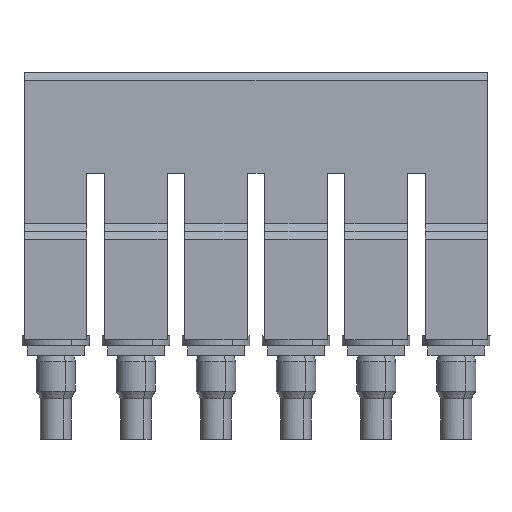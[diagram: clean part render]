
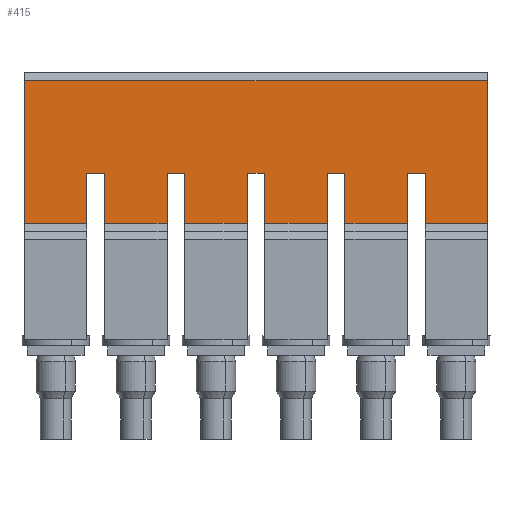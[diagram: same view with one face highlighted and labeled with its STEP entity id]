
A CAD part, front view. The second image highlights one B-rep face of the part: STEP entity #415.
In plain terms, the highlighted planar face has unit normal (0, -1, 0.009).
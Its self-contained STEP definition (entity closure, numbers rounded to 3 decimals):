
#202=AXIS2_PLACEMENT_3D('Plane Axis2P3D',#199,#200,#201) ;
#41=CARTESIAN_POINT('Vertex',(4.138,5.103,16.957)) ;
#46=CARTESIAN_POINT('Line Origine',(4.138,5.089,15.357)) ;
#50=CARTESIAN_POINT('Vertex',(4.138,5.075,13.757)) ;
#157=CARTESIAN_POINT('Line Origine',(4.419,5.103,16.957)) ;
#161=CARTESIAN_POINT('Vertex',(4.7,5.103,16.957)) ;
#182=CARTESIAN_POINT('Vertex',(5.263,5.103,16.957)) ;
#185=CARTESIAN_POINT('Line Origine',(4.981,5.103,16.957)) ;
#199=CARTESIAN_POINT('Axis2P3D Location',(4.138,5.159,23.357)) ;
#204=CARTESIAN_POINT('Line Origine',(14.9,5.154,22.852)) ;
#208=CARTESIAN_POINT('Vertex',(29.638,5.154,22.852)) ;
#210=CARTESIAN_POINT('Vertex',(0.163,5.154,22.852)) ;
#213=CARTESIAN_POINT('Line Origine',(0.163,5.115,18.305)) ;
#217=CARTESIAN_POINT('Vertex',(0.163,5.075,13.757)) ;
#220=CARTESIAN_POINT('Line Origine',(2.15,5.075,13.757)) ;
#225=CARTESIAN_POINT('Line Origine',(5.263,5.089,15.357)) ;
#229=CARTESIAN_POINT('Vertex',(5.263,5.075,13.757)) ;
#232=CARTESIAN_POINT('Line Origine',(7.25,5.075,13.757)) ;
#236=CARTESIAN_POINT('Vertex',(9.237,5.075,13.757)) ;
#239=CARTESIAN_POINT('Line Origine',(9.237,5.089,15.357)) ;
#243=CARTESIAN_POINT('Vertex',(9.237,5.103,16.957)) ;
#246=CARTESIAN_POINT('Line Origine',(9.519,5.103,16.957)) ;
#250=CARTESIAN_POINT('Vertex',(9.8,5.103,16.957)) ;
#253=CARTESIAN_POINT('Line Origine',(10.081,5.103,16.957)) ;
#257=CARTESIAN_POINT('Vertex',(10.362,5.103,16.957)) ;
#260=CARTESIAN_POINT('Line Origine',(10.362,5.089,15.357)) ;
#264=CARTESIAN_POINT('Vertex',(10.362,5.075,13.757)) ;
#267=CARTESIAN_POINT('Line Origine',(12.35,5.075,13.757)) ;
#271=CARTESIAN_POINT('Vertex',(14.337,5.075,13.757)) ;
#274=CARTESIAN_POINT('Line Origine',(14.337,5.089,15.357)) ;
#278=CARTESIAN_POINT('Vertex',(14.337,5.103,16.957)) ;
#281=CARTESIAN_POINT('Line Origine',(14.619,5.103,16.957)) ;
#285=CARTESIAN_POINT('Vertex',(14.9,5.103,16.957)) ;
#288=CARTESIAN_POINT('Line Origine',(15.181,5.103,16.957)) ;
#292=CARTESIAN_POINT('Vertex',(15.462,5.103,16.957)) ;
#295=CARTESIAN_POINT('Line Origine',(15.462,5.089,15.357)) ;
#299=CARTESIAN_POINT('Vertex',(15.462,5.075,13.757)) ;
#302=CARTESIAN_POINT('Line Origine',(17.45,5.075,13.757)) ;
#306=CARTESIAN_POINT('Vertex',(19.438,5.075,13.757)) ;
#309=CARTESIAN_POINT('Line Origine',(19.438,5.089,15.357)) ;
#313=CARTESIAN_POINT('Vertex',(19.438,5.103,16.957)) ;
#316=CARTESIAN_POINT('Line Origine',(19.719,5.103,16.957)) ;
#320=CARTESIAN_POINT('Vertex',(20.,5.103,16.957)) ;
#323=CARTESIAN_POINT('Line Origine',(20.281,5.103,16.957)) ;
#327=CARTESIAN_POINT('Vertex',(20.563,5.103,16.957)) ;
#330=CARTESIAN_POINT('Line Origine',(20.563,5.089,15.357)) ;
#334=CARTESIAN_POINT('Vertex',(20.563,5.075,13.757)) ;
#337=CARTESIAN_POINT('Line Origine',(22.55,5.075,13.757)) ;
#341=CARTESIAN_POINT('Vertex',(24.538,5.075,13.757)) ;
#344=CARTESIAN_POINT('Line Origine',(24.538,5.089,15.357)) ;
#348=CARTESIAN_POINT('Vertex',(24.538,5.103,16.957)) ;
#351=CARTESIAN_POINT('Line Origine',(24.819,5.103,16.957)) ;
#355=CARTESIAN_POINT('Vertex',(25.1,5.103,16.957)) ;
#358=CARTESIAN_POINT('Line Origine',(25.381,5.103,16.957)) ;
#362=CARTESIAN_POINT('Vertex',(25.663,5.103,16.957)) ;
#365=CARTESIAN_POINT('Line Origine',(25.663,5.089,15.357)) ;
#369=CARTESIAN_POINT('Vertex',(25.663,5.075,13.757)) ;
#372=CARTESIAN_POINT('Line Origine',(27.65,5.075,13.757)) ;
#376=CARTESIAN_POINT('Vertex',(29.638,5.075,13.757)) ;
#379=CARTESIAN_POINT('Line Origine',(29.638,5.115,18.305)) ;
#47=DIRECTION('Vector Direction',(0.,-0.009,-1.)) ;
#158=DIRECTION('Vector Direction',(1.,0.,0.)) ;
#186=DIRECTION('Vector Direction',(1.,0.,0.)) ;
#200=DIRECTION('Axis2P3D Direction',(0.,1.,-0.009)) ;
#201=DIRECTION('Axis2P3D XDirection',(0.,-0.009,-1.)) ;
#205=DIRECTION('Vector Direction',(1.,0.,0.)) ;
#214=DIRECTION('Vector Direction',(0.,-0.009,-1.)) ;
#221=DIRECTION('Vector Direction',(-1.,0.,0.)) ;
#226=DIRECTION('Vector Direction',(0.,-0.009,-1.)) ;
#233=DIRECTION('Vector Direction',(-1.,0.,0.)) ;
#240=DIRECTION('Vector Direction',(0.,-0.009,-1.)) ;
#247=DIRECTION('Vector Direction',(1.,0.,0.)) ;
#254=DIRECTION('Vector Direction',(1.,0.,0.)) ;
#261=DIRECTION('Vector Direction',(0.,-0.009,-1.)) ;
#268=DIRECTION('Vector Direction',(-1.,0.,0.)) ;
#275=DIRECTION('Vector Direction',(0.,-0.009,-1.)) ;
#282=DIRECTION('Vector Direction',(1.,0.,0.)) ;
#289=DIRECTION('Vector Direction',(1.,0.,0.)) ;
#296=DIRECTION('Vector Direction',(0.,-0.009,-1.)) ;
#303=DIRECTION('Vector Direction',(-1.,0.,0.)) ;
#310=DIRECTION('Vector Direction',(0.,-0.009,-1.)) ;
#317=DIRECTION('Vector Direction',(1.,0.,0.)) ;
#324=DIRECTION('Vector Direction',(1.,0.,0.)) ;
#331=DIRECTION('Vector Direction',(0.,-0.009,-1.)) ;
#338=DIRECTION('Vector Direction',(-1.,0.,0.)) ;
#345=DIRECTION('Vector Direction',(0.,-0.009,-1.)) ;
#352=DIRECTION('Vector Direction',(1.,0.,0.)) ;
#359=DIRECTION('Vector Direction',(1.,0.,0.)) ;
#366=DIRECTION('Vector Direction',(0.,-0.009,-1.)) ;
#373=DIRECTION('Vector Direction',(-1.,0.,0.)) ;
#380=DIRECTION('Vector Direction',(0.,-0.009,-1.)) ;
#48=VECTOR('Line Direction',#47,1.) ;
#159=VECTOR('Line Direction',#158,1.) ;
#187=VECTOR('Line Direction',#186,1.) ;
#206=VECTOR('Line Direction',#205,1.) ;
#215=VECTOR('Line Direction',#214,1.) ;
#222=VECTOR('Line Direction',#221,1.) ;
#227=VECTOR('Line Direction',#226,1.) ;
#234=VECTOR('Line Direction',#233,1.) ;
#241=VECTOR('Line Direction',#240,1.) ;
#248=VECTOR('Line Direction',#247,1.) ;
#255=VECTOR('Line Direction',#254,1.) ;
#262=VECTOR('Line Direction',#261,1.) ;
#269=VECTOR('Line Direction',#268,1.) ;
#276=VECTOR('Line Direction',#275,1.) ;
#283=VECTOR('Line Direction',#282,1.) ;
#290=VECTOR('Line Direction',#289,1.) ;
#297=VECTOR('Line Direction',#296,1.) ;
#304=VECTOR('Line Direction',#303,1.) ;
#311=VECTOR('Line Direction',#310,1.) ;
#318=VECTOR('Line Direction',#317,1.) ;
#325=VECTOR('Line Direction',#324,1.) ;
#332=VECTOR('Line Direction',#331,1.) ;
#339=VECTOR('Line Direction',#338,1.) ;
#346=VECTOR('Line Direction',#345,1.) ;
#353=VECTOR('Line Direction',#352,1.) ;
#360=VECTOR('Line Direction',#359,1.) ;
#367=VECTOR('Line Direction',#366,1.) ;
#374=VECTOR('Line Direction',#373,1.) ;
#381=VECTOR('Line Direction',#380,1.) ;
#385=ORIENTED_EDGE('',*,*,#212,.T.) ;
#386=ORIENTED_EDGE('',*,*,#219,.F.) ;
#387=ORIENTED_EDGE('',*,*,#224,.F.) ;
#388=ORIENTED_EDGE('',*,*,#52,.T.) ;
#389=ORIENTED_EDGE('',*,*,#163,.T.) ;
#390=ORIENTED_EDGE('',*,*,#189,.T.) ;
#391=ORIENTED_EDGE('',*,*,#231,.F.) ;
#392=ORIENTED_EDGE('',*,*,#238,.F.) ;
#393=ORIENTED_EDGE('',*,*,#245,.T.) ;
#394=ORIENTED_EDGE('',*,*,#252,.T.) ;
#395=ORIENTED_EDGE('',*,*,#259,.T.) ;
#396=ORIENTED_EDGE('',*,*,#266,.F.) ;
#397=ORIENTED_EDGE('',*,*,#273,.F.) ;
#398=ORIENTED_EDGE('',*,*,#280,.T.) ;
#399=ORIENTED_EDGE('',*,*,#287,.T.) ;
#400=ORIENTED_EDGE('',*,*,#294,.T.) ;
#401=ORIENTED_EDGE('',*,*,#301,.F.) ;
#402=ORIENTED_EDGE('',*,*,#308,.F.) ;
#403=ORIENTED_EDGE('',*,*,#315,.T.) ;
#404=ORIENTED_EDGE('',*,*,#322,.T.) ;
#405=ORIENTED_EDGE('',*,*,#329,.T.) ;
#406=ORIENTED_EDGE('',*,*,#336,.F.) ;
#407=ORIENTED_EDGE('',*,*,#343,.F.) ;
#408=ORIENTED_EDGE('',*,*,#350,.T.) ;
#409=ORIENTED_EDGE('',*,*,#357,.T.) ;
#410=ORIENTED_EDGE('',*,*,#364,.T.) ;
#411=ORIENTED_EDGE('',*,*,#371,.F.) ;
#412=ORIENTED_EDGE('',*,*,#378,.F.) ;
#413=ORIENTED_EDGE('',*,*,#383,.T.) ;
#415=ADVANCED_FACE('KU_WQV2.5/6',(#414),#203,.F.) ;
#52=EDGE_CURVE('',#51,#42,#49,.F.) ;
#163=EDGE_CURVE('',#42,#162,#160,.T.) ;
#189=EDGE_CURVE('',#162,#183,#188,.T.) ;
#212=EDGE_CURVE('',#209,#211,#207,.F.) ;
#219=EDGE_CURVE('',#218,#211,#216,.F.) ;
#224=EDGE_CURVE('',#51,#218,#223,.T.) ;
#231=EDGE_CURVE('',#230,#183,#228,.F.) ;
#238=EDGE_CURVE('',#237,#230,#235,.T.) ;
#245=EDGE_CURVE('',#237,#244,#242,.F.) ;
#252=EDGE_CURVE('',#244,#251,#249,.T.) ;
#259=EDGE_CURVE('',#251,#258,#256,.T.) ;
#266=EDGE_CURVE('',#265,#258,#263,.F.) ;
#273=EDGE_CURVE('',#272,#265,#270,.T.) ;
#280=EDGE_CURVE('',#272,#279,#277,.F.) ;
#287=EDGE_CURVE('',#279,#286,#284,.T.) ;
#294=EDGE_CURVE('',#286,#293,#291,.T.) ;
#301=EDGE_CURVE('',#300,#293,#298,.F.) ;
#308=EDGE_CURVE('',#307,#300,#305,.T.) ;
#315=EDGE_CURVE('',#307,#314,#312,.F.) ;
#322=EDGE_CURVE('',#314,#321,#319,.T.) ;
#329=EDGE_CURVE('',#321,#328,#326,.T.) ;
#336=EDGE_CURVE('',#335,#328,#333,.F.) ;
#343=EDGE_CURVE('',#342,#335,#340,.T.) ;
#350=EDGE_CURVE('',#342,#349,#347,.F.) ;
#357=EDGE_CURVE('',#349,#356,#354,.T.) ;
#364=EDGE_CURVE('',#356,#363,#361,.T.) ;
#371=EDGE_CURVE('',#370,#363,#368,.F.) ;
#378=EDGE_CURVE('',#377,#370,#375,.T.) ;
#383=EDGE_CURVE('',#377,#209,#382,.F.) ;
#384=EDGE_LOOP('',(#385,#386,#387,#388,#389,#390,#391,#392,#393,#394,#395,#396,#397,#398,#399,#400,#401,#402,#403,#404,#405,#406,#407,#408,#409,#410,#411,#412,#413)) ;
#414=FACE_OUTER_BOUND('',#384,.T.) ;
#49=LINE('Line',#46,#48) ;
#160=LINE('Line',#157,#159) ;
#188=LINE('Line',#185,#187) ;
#207=LINE('Line',#204,#206) ;
#216=LINE('Line',#213,#215) ;
#223=LINE('Line',#220,#222) ;
#228=LINE('Line',#225,#227) ;
#235=LINE('Line',#232,#234) ;
#242=LINE('Line',#239,#241) ;
#249=LINE('Line',#246,#248) ;
#256=LINE('Line',#253,#255) ;
#263=LINE('Line',#260,#262) ;
#270=LINE('Line',#267,#269) ;
#277=LINE('Line',#274,#276) ;
#284=LINE('Line',#281,#283) ;
#291=LINE('Line',#288,#290) ;
#298=LINE('Line',#295,#297) ;
#305=LINE('Line',#302,#304) ;
#312=LINE('Line',#309,#311) ;
#319=LINE('Line',#316,#318) ;
#326=LINE('Line',#323,#325) ;
#333=LINE('Line',#330,#332) ;
#340=LINE('Line',#337,#339) ;
#347=LINE('Line',#344,#346) ;
#354=LINE('Line',#351,#353) ;
#361=LINE('Line',#358,#360) ;
#368=LINE('Line',#365,#367) ;
#375=LINE('Line',#372,#374) ;
#382=LINE('Line',#379,#381) ;
#203=PLANE('',#202) ;
#42=VERTEX_POINT('',#41) ;
#51=VERTEX_POINT('',#50) ;
#162=VERTEX_POINT('',#161) ;
#183=VERTEX_POINT('',#182) ;
#209=VERTEX_POINT('',#208) ;
#211=VERTEX_POINT('',#210) ;
#218=VERTEX_POINT('',#217) ;
#230=VERTEX_POINT('',#229) ;
#237=VERTEX_POINT('',#236) ;
#244=VERTEX_POINT('',#243) ;
#251=VERTEX_POINT('',#250) ;
#258=VERTEX_POINT('',#257) ;
#265=VERTEX_POINT('',#264) ;
#272=VERTEX_POINT('',#271) ;
#279=VERTEX_POINT('',#278) ;
#286=VERTEX_POINT('',#285) ;
#293=VERTEX_POINT('',#292) ;
#300=VERTEX_POINT('',#299) ;
#307=VERTEX_POINT('',#306) ;
#314=VERTEX_POINT('',#313) ;
#321=VERTEX_POINT('',#320) ;
#328=VERTEX_POINT('',#327) ;
#335=VERTEX_POINT('',#334) ;
#342=VERTEX_POINT('',#341) ;
#349=VERTEX_POINT('',#348) ;
#356=VERTEX_POINT('',#355) ;
#363=VERTEX_POINT('',#362) ;
#370=VERTEX_POINT('',#369) ;
#377=VERTEX_POINT('',#376) ;
